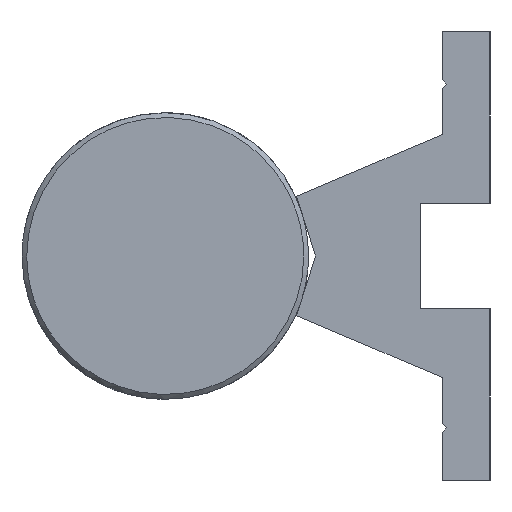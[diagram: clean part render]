
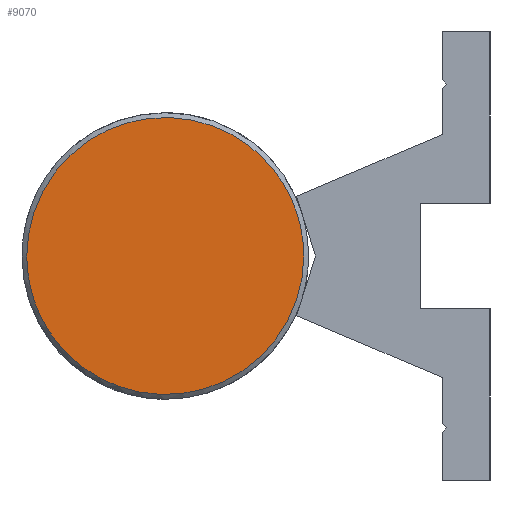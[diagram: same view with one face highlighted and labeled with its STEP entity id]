
A CAD part, left-side view. The second image highlights one B-rep face of the part: STEP entity #9070.
In plain terms, the highlighted free-form (B-spline) face has degree [1, 1] with [2, 2] control points.
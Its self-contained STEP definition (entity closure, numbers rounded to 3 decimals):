
#8550 = CARTESIAN_POINT ('', (0., 97., 0.));
#8560 = VERTEX_POINT ('', #8550);
#8620 = CARTESIAN_POINT ('', (0., 39., 0.));
#8630 = VERTEX_POINT ('', #8620);
#8640 = CARTESIAN_POINT ('', (0., 97., 0.));
#8650 = CARTESIAN_POINT ('', (0., 97., 58.));
#8660 = CARTESIAN_POINT ('', (0., 39., 58.));
#8670 = CARTESIAN_POINT ('', (0., 39., 0.));
#8680 = (
   BOUNDED_CURVE ()
   B_SPLINE_CURVE (3, (#8640, #8650, #8660, #8670), .UNSPECIFIED., .F., .U.)
   B_SPLINE_CURVE_WITH_KNOTS ((4, 4), (0., 1.), .UNSPECIFIED.)
   CURVE ()
   GEOMETRIC_REPRESENTATION_ITEM ()
   RATIONAL_B_SPLINE_CURVE ((1., 0.333, 0.333, 1.))
   REPRESENTATION_ITEM ('')
);
#8690 = EDGE_CURVE ('', #8560, #8630, #8680, .T.);
#8710 = CARTESIAN_POINT ('', (0., 39., 0.));
#8720 = CARTESIAN_POINT ('', (0., 39., -58.));
#8730 = CARTESIAN_POINT ('', (0., 97., -58.));
#8740 = CARTESIAN_POINT ('', (0., 97., 0.));
#8750 = (
   BOUNDED_CURVE ()
   B_SPLINE_CURVE (3, (#8710, #8720, #8730, #8740), .UNSPECIFIED., .F., .U.)
   B_SPLINE_CURVE_WITH_KNOTS ((4, 4), (0., 1.), .UNSPECIFIED.)
   CURVE ()
   GEOMETRIC_REPRESENTATION_ITEM ()
   RATIONAL_B_SPLINE_CURVE ((1., 0.333, 0.333, 1.))
   REPRESENTATION_ITEM ('')
);
#8760 = EDGE_CURVE ('', #8630, #8560, #8750, .T.);
#8980 = ORIENTED_EDGE ('', *, *, #8760, .F.);
#8990 = ORIENTED_EDGE ('', *, *, #8690, .F.);
#9000 = EDGE_LOOP ('', (#8980, #8990));
#9010 = FACE_OUTER_BOUND ('', #9000, .T.);
#9020 = CARTESIAN_POINT ('', (0., 38.652, 29.348));
#9030 = CARTESIAN_POINT ('', (0., 38.652, -29.348));
#9040 = CARTESIAN_POINT ('', (0., 97.348, 29.348));
#9050 = CARTESIAN_POINT ('', (0., 97.348, -29.348));
#9060 = B_SPLINE_SURFACE_WITH_KNOTS ('', 1, 1, ((#9020, #9030), (#9040, #9050)), .UNSPECIFIED., .F., .F., .U., (2, 2), (2, 2), (0., 1.), (0., 1.), .UNSPECIFIED.);
#9070 = ADVANCED_FACE ('', (#9010), #9060, .T.);
